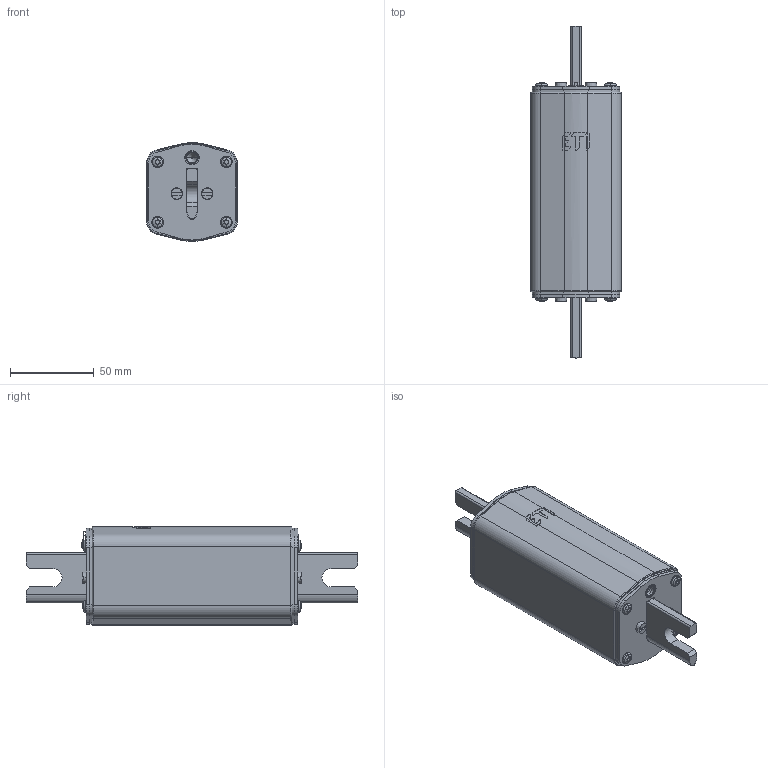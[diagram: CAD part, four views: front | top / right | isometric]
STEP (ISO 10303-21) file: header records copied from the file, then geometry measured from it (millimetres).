
FILE_DESCRIPTION((''),'2;1');
FILE_NAME('2XLU_1100V_ASM','2021-09-27T',('marketing.praksa'),('Audax d.o.o.'),'CREO PARAMETRIC BY PTC INC, 2017480','CREO PARAMETRIC BY PTC INC, 2017480','');
FILE_SCHEMA(('AUTOMOTIVE_DESIGN { 1 0 10303 214 1 1 1 1 }'));
Length unit declared in the file: millimetre
Products named in the file (13): 0000017463_1; 0000018281_1_1_2_3; 0000017639_1; 0000017641_ASM_2_1_ASM; 0000017699_ASM_2_ASM; 0000018560_1_1; 0000015419_1_1_2_3_4_5_6_7_8_11; 0000004154_1_1_2_3_4_5_6; 0000017080_1_1_2_3_4_5_6; 0000017079_1_1_2_3_4; 0000016201_AF0_1_1_2_3_4_5_6__8; 0000043840_2; 2XLU_1100V_ASM
Assembly tree (26 placements, depth 3):
  2XLU_1100V_ASM
    0000017463_1
    0000018281_1_1_2_3  x2
    0000017641_ASM_2_1_ASM
      0000017639_1
    0000017699_ASM_2_ASM
      0000017639_1
    0000018560_1_1  x2
    0000015419_1_1_2_3_4_5_6_7_8_11  x4
    0000004154_1_1_2_3_4_5_6  x8
    0000017080_1_1_2_3_4_5_6
    0000017079_1_1_2_3_4
    0000016201_AF0_1_1_2_3_4_5_6__8
    0000043840_2  x2
Bounding box: 54 x 198 x 58.81 mm (x, y, z)
Volume: 374488.9 mm3; surface area: 70203.9 mm2
Topology: 24 solids, 48 shells, 852 faces, 2281 edges, 1486 vertices
Faces by surface type: cylinder 405, plane 241, torus 68, cone 56, bspline 42, extrusion 24, sphere 16
Entity records: 23387 total; most frequent: CARTESIAN_POINT 4729, DIRECTION 2585, ORIENTED_EDGE 2332, EDGE_CURVE 1191, AXIS2_PLACEMENT_3D 1018, PRESENTATION_STYLE_ASSIGNMENT 987, STYLED_ITEM 931, VERTEX_POINT 759
